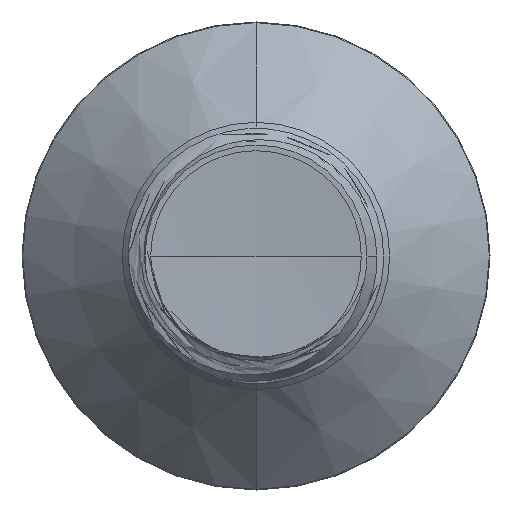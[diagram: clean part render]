
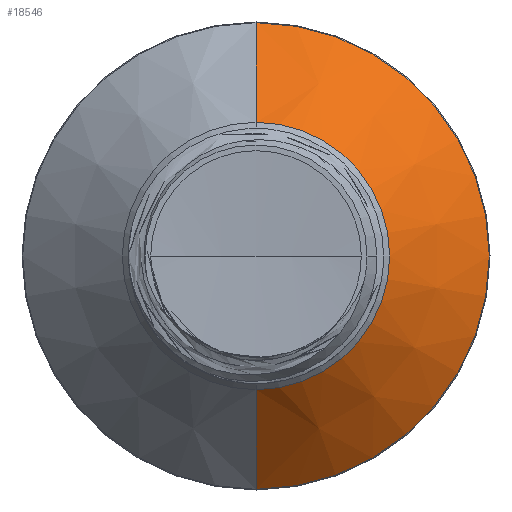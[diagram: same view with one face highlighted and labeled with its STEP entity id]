
A CAD part, front view. The second image highlights one B-rep face of the part: STEP entity #18546.
In plain terms, the highlighted conical face has half-angle 45 degrees and reference radius 3.141 mm.
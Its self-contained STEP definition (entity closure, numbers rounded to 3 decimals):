
#270 = ORIENTED_EDGE ( 'NONE', *, *, #2256, .T. ) ;
#539 = ORIENTED_EDGE ( 'NONE', *, *, #21759, .F. ) ;
#925 = CARTESIAN_POINT ( 'NONE',  ( 0., 11.469, -3.141 ) ) ;
#1358 = CARTESIAN_POINT ( 'NONE',  ( 0., 13.81, -5.483 ) ) ;
#2247 = CIRCLE ( 'NONE', #23880, 3.141 ) ;
#2256 = EDGE_CURVE ( 'NONE', #19242, #6001, #2247, .T. ) ;
#3210 = CARTESIAN_POINT ( 'NONE',  ( 0., 13.81, 0. ) ) ;
#3449 = VECTOR ( 'NONE', #5634, 1000. ) ;
#4030 = DIRECTION ( 'NONE',  ( 0., 1., 0. ) ) ;
#4543 = CARTESIAN_POINT ( 'NONE',  ( 0., 11.469, 3.141 ) ) ;
#4974 = CARTESIAN_POINT ( 'NONE',  ( 0., 11.469, 3.141 ) ) ;
#5222 = ORIENTED_EDGE ( 'NONE', *, *, #22986, .T. ) ;
#5547 = DIRECTION ( 'NONE',  ( 0., 0., 1. ) ) ;
#5627 = VECTOR ( 'NONE', #25441, 1000. ) ;
#5634 = DIRECTION ( 'NONE',  ( 0., 0.707, -0.707 ) ) ;
#6001 = VERTEX_POINT ( 'NONE', #8136 ) ;
#6119 = ORIENTED_EDGE ( 'NONE', *, *, #16365, .F. ) ;
#6363 = DIRECTION ( 'NONE',  ( 0., 0., 1. ) ) ;
#6690 = CIRCLE ( 'NONE', #8211, 5.483 ) ;
#8136 = CARTESIAN_POINT ( 'NONE',  ( 0., 11.469, -3.141 ) ) ;
#8211 = AXIS2_PLACEMENT_3D ( 'NONE', #3210, #18744, #5547 ) ;
#9269 = CARTESIAN_POINT ( 'NONE',  ( 0., 13.81, 5.483 ) ) ;
#9306 = VERTEX_POINT ( 'NONE', #9269 ) ;
#12283 = DIRECTION ( 'NONE',  ( 0., 1., 0. ) ) ;
#12350 = CARTESIAN_POINT ( 'NONE',  ( 0., 11.469, 0. ) ) ;
#14694 = LINE ( 'NONE', #925, #3449 ) ;
#15727 = CONICAL_SURFACE ( 'NONE', #23675, 3.141, 0.785 ) ;
#16085 = LINE ( 'NONE', #4974, #5627 ) ;
#16365 = EDGE_CURVE ( 'NONE', #19242, #9306, #16085, .T. ) ;
#18066 = VERTEX_POINT ( 'NONE', #1358 ) ;
#18546 = ADVANCED_FACE ( 'NONE', ( #21743 ), #15727, .T. ) ;
#18744 = DIRECTION ( 'NONE',  ( 0., 1., 0. ) ) ;
#19242 = VERTEX_POINT ( 'NONE', #4543 ) ;
#19983 = EDGE_LOOP ( 'NONE', ( #270, #5222, #539, #6119 ) ) ;
#20490 = DIRECTION ( 'NONE',  ( 0., 0., 1. ) ) ;
#21206 = CARTESIAN_POINT ( 'NONE',  ( 0., 11.469, 0. ) ) ;
#21743 = FACE_OUTER_BOUND ( 'NONE', #19983, .T. ) ;
#21759 = EDGE_CURVE ( 'NONE', #9306, #18066, #6690, .T. ) ;
#22986 = EDGE_CURVE ( 'NONE', #6001, #18066, #14694, .T. ) ;
#23675 = AXIS2_PLACEMENT_3D ( 'NONE', #21206, #4030, #6363 ) ;
#23880 = AXIS2_PLACEMENT_3D ( 'NONE', #12350, #12283, #20490 ) ;
#25441 = DIRECTION ( 'NONE',  ( 0., 0.707, 0.707 ) ) ;
